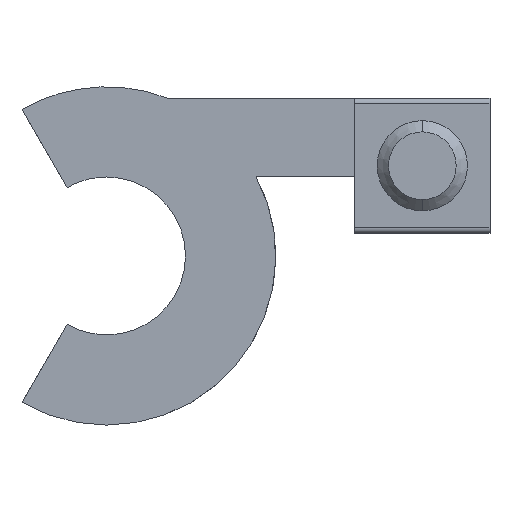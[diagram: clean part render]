
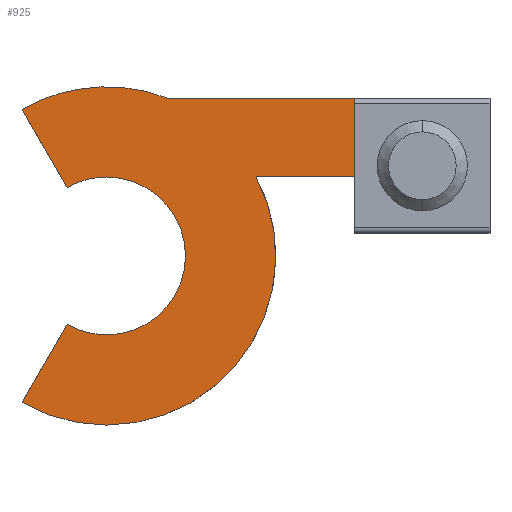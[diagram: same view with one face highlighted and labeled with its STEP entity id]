
A CAD part, left-side view. The second image highlights one B-rep face of the part: STEP entity #925.
In plain terms, the highlighted planar face has unit normal (-1, 0, 0).
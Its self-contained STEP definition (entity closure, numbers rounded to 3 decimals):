
#271=CARTESIAN_POINT('POINT23',(-10.,126.976,
   -113.861));
#272=VERTEX_POINT('VERTEX23',#271);
#279=CARTESIAN_POINT('POINT24',(-10.,177.5,
   -104.952));
#280=VERTEX_POINT('VERTEX24',#279);
#281=CARTESIAN_POINT('POS32',(-10.,140.,-40.));
#282=DIRECTION('DIR54',(1.,0.,0.));
#283=DIRECTION('DIR55',(0.,-0.884,
   0.467));
#284=AXIS2_PLACEMENT_3D('AXIS23',#281,#282,#283);
#285=CIRCLE('ELLIPSE15',#284,75.);
#286=EDGE_CURVE('EDGE28',#272,#280,#285,.T.);
#303=CARTESIAN_POINT('POINT25',(-10.,153.024,
   33.861));
#304=VERTEX_POINT('VERTEX25',#303);
#312=CARTESIAN_POINT('POINT26',(-10.,177.5,
   24.952));
#313=VERTEX_POINT('VERTEX26',#312);
#320=CARTESIAN_POINT('POS37',(-10.,140.,-40.));
#321=DIRECTION('DIR61',(1.,0.,0.));
#322=DIRECTION('DIR62',(0.,0.5,
   0.866));
#323=AXIS2_PLACEMENT_3D('AXIS25',#320,#321,#322);
#324=CIRCLE('ELLIPSE16',#323,75.);
#325=EDGE_CURVE('EDGE32',#313,#304,#324,.T.);
#510=CARTESIAN_POINT('POINT35',(-10.,157.5,
   -9.689));
#511=VERTEX_POINT('VERTEX35',#510);
#520=CARTESIAN_POINT('POS60',(-10.,157.5,
   -9.689));
#521=DIRECTION('DIR99',(0.,0.5,0.866));
#522=VECTOR('VEC21',#521,10.);
#523=LINE('STRAIGHT21',#520,#522);
#524=EDGE_CURVE('EDGE49',#511,#313,#523,.T.);
#545=CARTESIAN_POINT('POINT38',(-10.,146.078,
   -5.532));
#546=VERTEX_POINT('VERTEX38',#545);
#553=CARTESIAN_POINT('POS64',(-10.,140.,-40.));
#554=DIRECTION('DIR104',(-1.,0.,0.));
#555=DIRECTION('DIR105',(0.,0.5,-0.866));
#556=AXIS2_PLACEMENT_3D('AXIS41',#553,#554,#555);
#557=CIRCLE('ELLIPSE24',#556,35.);
#558=EDGE_CURVE('EDGE52',#546,#511,#557,.T.);
#581=CARTESIAN_POINT('POINT40',(-10.,133.922,
   -74.468));
#582=VERTEX_POINT('VERTEX40',#581);
#589=EDGE_CURVE('EDGE56',#582,#546,#557,.T.);
#599=CARTESIAN_POINT('POINT42',(-10.,157.5,
   -70.311));
#600=VERTEX_POINT('VERTEX42',#599);
#607=EDGE_CURVE('EDGE59',#600,#582,#557,.T.);
#612=CARTESIAN_POINT('POS69',(-10.,177.5,
   -104.952));
#613=DIRECTION('DIR112',(0.,-0.5,0.866));
#614=VECTOR('VEC26',#613,10.);
#615=LINE('STRAIGHT26',#612,#614);
#616=EDGE_CURVE('EDGE60',#280,#600,#615,.T.);
#719=CARTESIAN_POINT('POINT48',(-10.,73.668,
   -5.));
#720=VERTEX_POINT('VERTEX48',#719);
#727=EDGE_CURVE('EDGE71',#720,#272,#285,.T.);
#732=CARTESIAN_POINT('POINT49',(-10.,30.,
   -5.));
#733=VERTEX_POINT('VERTEX49',#732);
#742=CARTESIAN_POINT('POS83',(-10.,30.,-5.)
   );
#743=DIRECTION('DIR131',(0.,1.,0.));
#744=VECTOR('VEC35',#743,10.);
#745=LINE('STRAIGHT35',#742,#744);
#746=EDGE_CURVE('EDGE73',#733,#720,#745,.T.);
#763=CARTESIAN_POINT('POINT51',(-10.,30.,15.));
#764=VERTEX_POINT('VERTEX51',#763);
#765=CARTESIAN_POINT('POS86',(-10.,30.,15.));
#766=DIRECTION('DIR135',(0.,0.,-1.));
#767=VECTOR('VEC37',#766,10.);
#768=LINE('STRAIGHT37',#765,#767);
#769=EDGE_CURVE('EDGE75',#764,#733,#768,.T.);
#795=CARTESIAN_POINT('POINT53',(-10.,113.074,30.
   ));
#796=VERTEX_POINT('VERTEX53',#795);
#797=EDGE_CURVE('EDGE78',#304,#796,#324,.T.);
#878=CARTESIAN_POINT('POINT62',(-10.,30.,30.));
#879=VERTEX_POINT('VERTEX62',#878);
#886=CARTESIAN_POINT('POS100',(-10.,30.,30.));
#887=DIRECTION('DIR154',(0.,0.,-1.));
#888=VECTOR('VEC46',#887,10.);
#889=LINE('STRAIGHT46',#886,#888);
#890=EDGE_CURVE('EDGE89',#879,#764,#889,.T.);
#900=CARTESIAN_POINT('POS102',(-10.,113.074,30.)
   );
#901=DIRECTION('DIR157',(0.,-1.,0.));
#902=VECTOR('VEC47',#901,10.);
#903=LINE('STRAIGHT47',#900,#902);
#904=EDGE_CURVE('EDGE90',#796,#879,#903,.T.);
#905=ORIENTED_EDGE('COEDGE138',*,*,#904,.F.);
#906=ORIENTED_EDGE('COEDGE139',*,*,#797,.F.);
#907=ORIENTED_EDGE('COEDGE140',*,*,#325,.F.);
#908=ORIENTED_EDGE('COEDGE141',*,*,#524,.F.);
#909=ORIENTED_EDGE('COEDGE142',*,*,#558,.F.);
#910=ORIENTED_EDGE('COEDGE143',*,*,#589,.F.);
#911=ORIENTED_EDGE('COEDGE144',*,*,#607,.F.);
#912=ORIENTED_EDGE('COEDGE145',*,*,#616,.F.);
#913=ORIENTED_EDGE('COEDGE146',*,*,#286,.F.);
#914=ORIENTED_EDGE('COEDGE147',*,*,#727,.F.);
#915=ORIENTED_EDGE('COEDGE148',*,*,#746,.F.);
#916=ORIENTED_EDGE('COEDGE149',*,*,#769,.F.);
#917=ORIENTED_EDGE('COEDGE150',*,*,#890,.F.);
#918=EDGE_LOOP('NONE',(#905,#906,#907,#908,#909,#910,#911,#912,#913,#914
   ,#915,#916,#917));
#919=FACE_BOUND('LOOP1',#918,.T.);
#920=CARTESIAN_POINT('POS103',(-10.,140.,-40.));
#921=DIRECTION('DIR158',(1.,0.,0.));
#922=DIRECTION('DIR159',(0.,1.,0.));
#923=AXIS2_PLACEMENT_3D('AXIS56',#920,#921,#922);
#924=PLANE('PLANE12',#923);
#925=ADVANCED_FACE('FACE31',(#919),#924,.F.);
